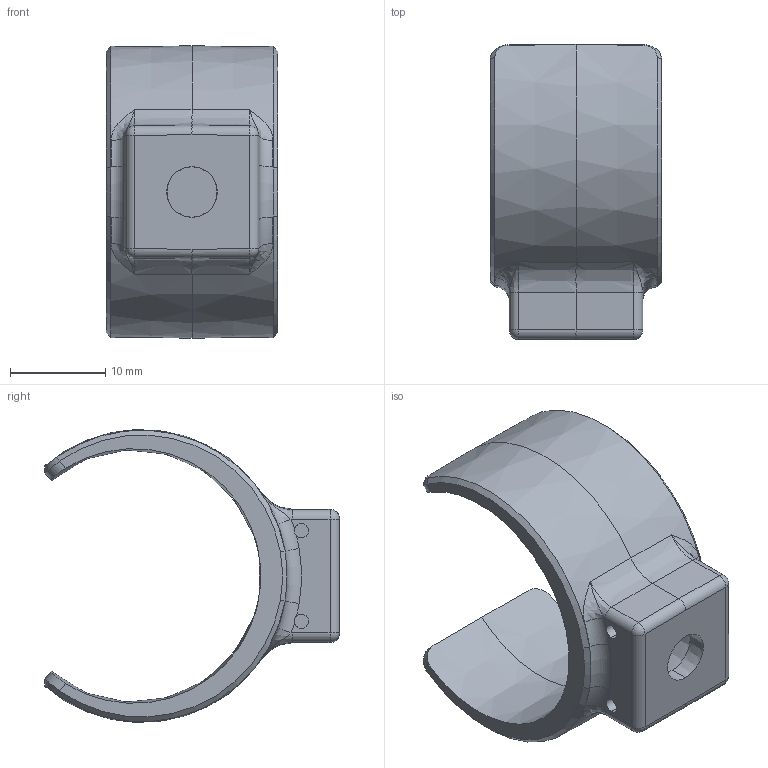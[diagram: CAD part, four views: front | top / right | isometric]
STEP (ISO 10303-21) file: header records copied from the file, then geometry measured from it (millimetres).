
FILE_DESCRIPTION((''),'2;1');
FILE_NAME('186359_ASM','2016-08-12T',('pdmadmin'),(''),'PRO/ENGINEER BY PARAMETRIC TECHNOLOGY CORPORATION, 2016010','PRO/ENGINEER BY PARAMETRIC TECHNOLOGY CORPORATION, 2016010','');
FILE_SCHEMA(('CONFIG_CONTROL_DESIGN'));
Length unit declared in the file: millimetre
Products named in the file (3): 194128; 183115; 186359_ASM
Assembly tree (2 placements, depth 2):
  186359_ASM
    194128
    183115
Bounding box: 18 x 30.95 x 30.7 mm (x, y, z)
Volume: 3384.9 mm3; surface area: 3454.5 mm2
Topology: 2 solids, 2 shells, 99 faces, 228 edges, 134 vertices
Faces by surface type: cylinder 24, bspline 22, plane 19, cone 18, torus 12, sphere 4
Entity records: 4355 total; most frequent: CARTESIAN_POINT 2157, ORIENTED_EDGE 456, DIRECTION 432, EDGE_CURVE 228, AXIS2_PLACEMENT_3D 180, VERTEX_POINT 134, EDGE_LOOP 102, FACE_OUTER_BOUND 99
